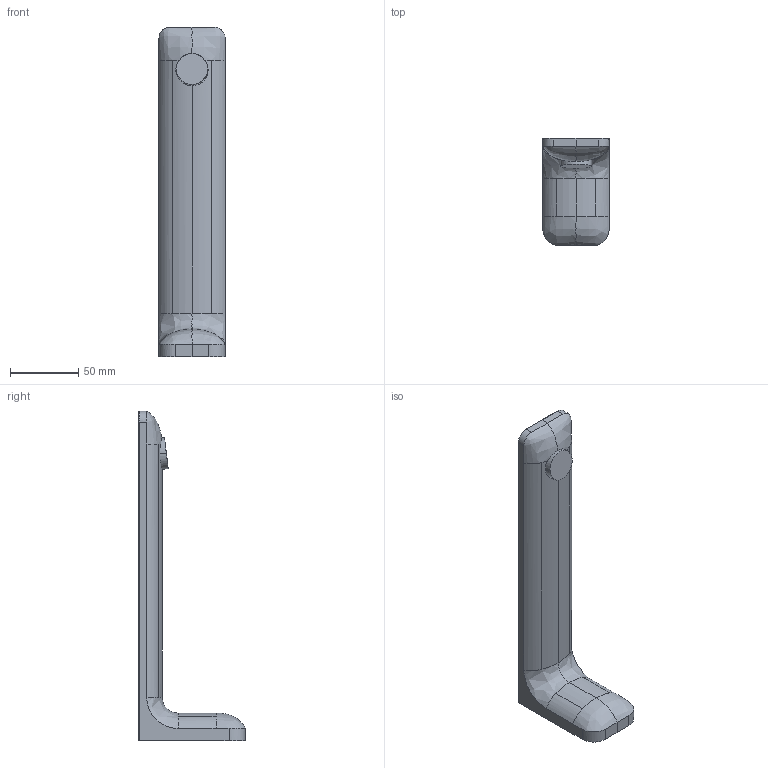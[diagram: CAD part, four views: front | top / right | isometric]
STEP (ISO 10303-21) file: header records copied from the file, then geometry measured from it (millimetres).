
FILE_DESCRIPTION (( 'STEP AP203' ), '1' );
FILE_NAME ('13801845-00.STEP', '2018-07-03T14:13:59', ( '' ), ( '' ), 'SwSTEP 2.0', 'SolidWorks 2017', '' );
FILE_SCHEMA (( 'CONFIG_CONTROL_DESIGN' ));
Length unit declared in the file: millimetre
Products named in the file (3): 13801845-00; Planungsmodell_Auslauf-+-09.11.84.014.90-01_K1; Planungsmodell_Huelse-+-08.17.20.644.90-01_K2_22,9x13,5
Assembly tree (2 placements, depth 2):
  13801845-00
    Planungsmodell_Auslauf-+-09.11.84.014.90-01_K1
    Planungsmodell_Huelse-+-08.17.20.644.90-01_K2_22,9x13,5
Bounding box: 48.5 x 78.3 x 241.5 mm (x, y, z)
Volume: 222339.2 mm3; surface area: 38033.3 mm2
Topology: 2 solids, 2 shells, 38 faces, 93 edges, 59 vertices
Faces by surface type: cylinder 18, plane 11, bspline 7, torus 2
Entity records: 8209 total; most frequent: CARTESIAN_POINT 7096, ORIENTED_EDGE 186, DIRECTION 143, EDGE_CURVE 93, VERTEX_POINT 59, AXIS2_PLACEMENT_3D 53, B_SPLINE_CURVE_WITH_KNOTS 39, FACE_OUTER_BOUND 38
